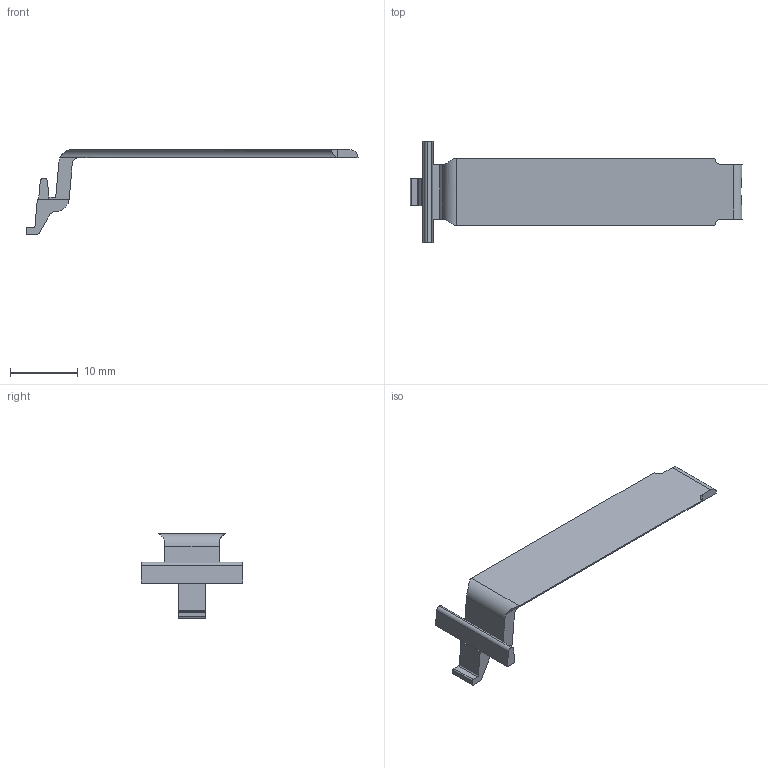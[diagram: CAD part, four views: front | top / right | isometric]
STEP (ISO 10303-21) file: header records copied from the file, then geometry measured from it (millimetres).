
FILE_DESCRIPTION (( 'STEP AP203' ), '1' );
FILE_NAME ('282652005_c_1.STEP', '2022-12-05T03:26:45', ( '' ), ( '' ), 'SwSTEP 2.0', 'SolidWorks 2014', '' );
FILE_SCHEMA (( 'CONFIG_CONTROL_DESIGN' ));
Length unit declared in the file: millimetre
Products named in the file (1): 282652005_c_1
Bounding box: 49 x 15 x 12.5 mm (x, y, z)
Volume: 600.4 mm3; surface area: 1274 mm2
Topology: 1 solids, 1 shells, 42 faces, 112 edges, 72 vertices
Faces by surface type: plane 23, cylinder 19
Entity records: 1447 total; most frequent: CARTESIAN_POINT 319, ORIENTED_EDGE 224, DIRECTION 214, EDGE_CURVE 112, VECTOR 76, LINE 76, VERTEX_POINT 72, AXIS2_PLACEMENT_3D 69
